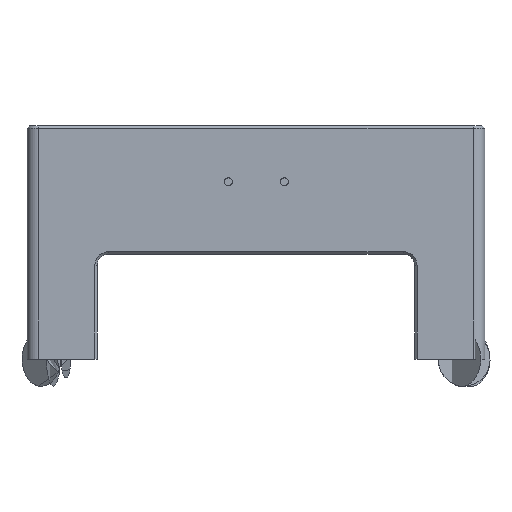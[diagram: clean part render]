
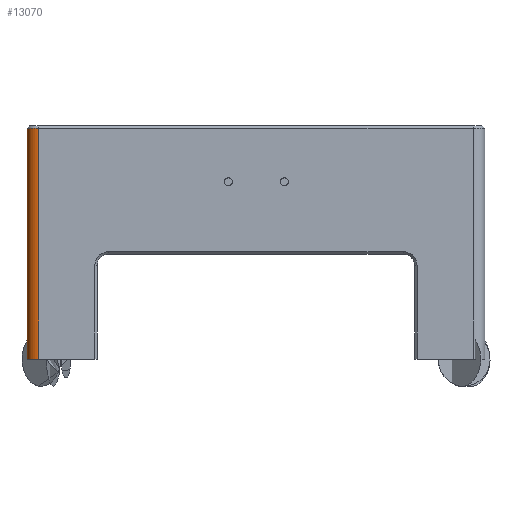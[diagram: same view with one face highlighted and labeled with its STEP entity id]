
A CAD part, front view. The second image highlights one B-rep face of the part: STEP entity #13070.
In plain terms, the highlighted cylindrical face has radius 5 mm (diameter 10 mm), a partial arc.
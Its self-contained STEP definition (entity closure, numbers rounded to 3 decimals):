
#3457 = PLANE('',#3458);
#3458 = AXIS2_PLACEMENT_3D('',#3459,#3460,#3461);
#3459 = CARTESIAN_POINT('',(-98.,-98.,200.));
#3460 = DIRECTION('',(-1.,0.,0.));
#3461 = DIRECTION('',(0.,0.,-1.));
#5571 = CONICAL_SURFACE('',#5572,5.,0.785);
#5572 = AXIS2_PLACEMENT_3D('',#5573,#5574,#5575);
#5573 = CARTESIAN_POINT('',(-93.,-93.,198.8));
#5574 = DIRECTION('',(0.,0.,-1.));
#5575 = DIRECTION('',(0.,-1.,0.));
#6608 = PLANE('',#6609);
#6609 = AXIS2_PLACEMENT_3D('',#6610,#6611,#6612);
#6610 = CARTESIAN_POINT('',(-86.169,-86.169,100.));
#6611 = DIRECTION('',(0.,0.,-1.));
#6612 = DIRECTION('',(0.,-1.,0.));
#9118 = EDGE_CURVE('',#9119,#9121,#9123,.T.);
#9119 = VERTEX_POINT('',#9120);
#9120 = CARTESIAN_POINT('',(-98.,-93.,198.8));
#9121 = VERTEX_POINT('',#9122);
#9122 = CARTESIAN_POINT('',(-98.,-93.,100.));
#9123 = SURFACE_CURVE('',#9124,(#9128,#9135),.PCURVE_S1.);
#9124 = LINE('',#9125,#9126);
#9125 = CARTESIAN_POINT('',(-98.,-93.,200.));
#9126 = VECTOR('',#9127,1.);
#9127 = DIRECTION('',(0.,0.,-1.));
#9128 = PCURVE('',#3457,#9129);
#9129 = DEFINITIONAL_REPRESENTATION('',(#9130),#9134);
#9130 = LINE('',#9131,#9132);
#9131 = CARTESIAN_POINT('',(0.,-5.));
#9132 = VECTOR('',#9133,1.);
#9133 = DIRECTION('',(1.,0.));
#9134 = ( GEOMETRIC_REPRESENTATION_CONTEXT(2) 
PARAMETRIC_REPRESENTATION_CONTEXT() REPRESENTATION_CONTEXT('2D SPACE',''
  ) );
#9135 = PCURVE('',#9136,#9141);
#9136 = CYLINDRICAL_SURFACE('',#9137,5.);
#9137 = AXIS2_PLACEMENT_3D('',#9138,#9139,#9140);
#9138 = CARTESIAN_POINT('',(-93.,-93.,200.));
#9139 = DIRECTION('',(0.,0.,-1.));
#9140 = DIRECTION('',(0.,-1.,0.));
#9141 = DEFINITIONAL_REPRESENTATION('',(#9142),#9146);
#9142 = LINE('',#9143,#9144);
#9143 = CARTESIAN_POINT('',(1.571,0.));
#9144 = VECTOR('',#9145,1.);
#9145 = DIRECTION('',(0.,1.));
#9146 = ( GEOMETRIC_REPRESENTATION_CONTEXT(2) 
PARAMETRIC_REPRESENTATION_CONTEXT() REPRESENTATION_CONTEXT('2D SPACE',''
  ) );
#10057 = VERTEX_POINT('',#10058);
#10058 = CARTESIAN_POINT('',(-93.,-98.,198.8));
#10097 = EDGE_CURVE('',#10057,#9119,#10098,.T.);
#10098 = SURFACE_CURVE('',#10099,(#10104,#10111),.PCURVE_S1.);
#10099 = CIRCLE('',#10100,5.);
#10100 = AXIS2_PLACEMENT_3D('',#10101,#10102,#10103);
#10101 = CARTESIAN_POINT('',(-93.,-93.,198.8));
#10102 = DIRECTION('',(0.,0.,-1.));
#10103 = DIRECTION('',(0.,-1.,0.));
#10104 = PCURVE('',#5571,#10105);
#10105 = DEFINITIONAL_REPRESENTATION('',(#10106),#10110);
#10106 = LINE('',#10107,#10108);
#10107 = CARTESIAN_POINT('',(0.,0.));
#10108 = VECTOR('',#10109,1.);
#10109 = DIRECTION('',(1.,0.));
#10110 = ( GEOMETRIC_REPRESENTATION_CONTEXT(2) 
PARAMETRIC_REPRESENTATION_CONTEXT() REPRESENTATION_CONTEXT('2D SPACE',''
  ) );
#10111 = PCURVE('',#9136,#10112);
#10112 = DEFINITIONAL_REPRESENTATION('',(#10113),#10117);
#10113 = LINE('',#10114,#10115);
#10114 = CARTESIAN_POINT('',(0.,1.2));
#10115 = VECTOR('',#10116,1.);
#10116 = DIRECTION('',(1.,0.));
#10117 = ( GEOMETRIC_REPRESENTATION_CONTEXT(2) 
PARAMETRIC_REPRESENTATION_CONTEXT() REPRESENTATION_CONTEXT('2D SPACE',''
  ) );
#10312 = PLANE('',#10313);
#10313 = AXIS2_PLACEMENT_3D('',#10314,#10315,#10316);
#10314 = CARTESIAN_POINT('',(98.,-98.,200.));
#10315 = DIRECTION('',(0.,1.,0.));
#10316 = DIRECTION('',(0.,0.,-1.));
#11819 = VERTEX_POINT('',#11820);
#11820 = CARTESIAN_POINT('',(-93.,-98.,100.));
#11841 = EDGE_CURVE('',#11819,#9121,#11842,.T.);
#11842 = SURFACE_CURVE('',#11843,(#11848,#11855),.PCURVE_S1.);
#11843 = CIRCLE('',#11844,5.);
#11844 = AXIS2_PLACEMENT_3D('',#11845,#11846,#11847);
#11845 = CARTESIAN_POINT('',(-93.,-93.,100.));
#11846 = DIRECTION('',(-0.,-0.,-1.));
#11847 = DIRECTION('',(0.,-1.,0.));
#11848 = PCURVE('',#6608,#11849);
#11849 = DEFINITIONAL_REPRESENTATION('',(#11850),#11854);
#11850 = CIRCLE('',#11851,5.);
#11851 = AXIS2_PLACEMENT_2D('',#11852,#11853);
#11852 = CARTESIAN_POINT('',(6.831,6.831));
#11853 = DIRECTION('',(1.,0.));
#11854 = ( GEOMETRIC_REPRESENTATION_CONTEXT(2) 
PARAMETRIC_REPRESENTATION_CONTEXT() REPRESENTATION_CONTEXT('2D SPACE',''
  ) );
#11855 = PCURVE('',#9136,#11856);
#11856 = DEFINITIONAL_REPRESENTATION('',(#11857),#11861);
#11857 = LINE('',#11858,#11859);
#11858 = CARTESIAN_POINT('',(0.,100.));
#11859 = VECTOR('',#11860,1.);
#11860 = DIRECTION('',(1.,0.));
#11861 = ( GEOMETRIC_REPRESENTATION_CONTEXT(2) 
PARAMETRIC_REPRESENTATION_CONTEXT() REPRESENTATION_CONTEXT('2D SPACE',''
  ) );
#13070 = ADVANCED_FACE('',(#13071),#9136,.T.);
#13071 = FACE_BOUND('',#13072,.T.);
#13072 = EDGE_LOOP('',(#13073,#13074,#13075,#13096));
#13073 = ORIENTED_EDGE('',*,*,#9118,.T.);
#13074 = ORIENTED_EDGE('',*,*,#11841,.F.);
#13075 = ORIENTED_EDGE('',*,*,#13076,.F.);
#13076 = EDGE_CURVE('',#10057,#11819,#13077,.T.);
#13077 = SURFACE_CURVE('',#13078,(#13082,#13089),.PCURVE_S1.);
#13078 = LINE('',#13079,#13080);
#13079 = CARTESIAN_POINT('',(-93.,-98.,200.));
#13080 = VECTOR('',#13081,1.);
#13081 = DIRECTION('',(0.,0.,-1.));
#13082 = PCURVE('',#9136,#13083);
#13083 = DEFINITIONAL_REPRESENTATION('',(#13084),#13088);
#13084 = LINE('',#13085,#13086);
#13085 = CARTESIAN_POINT('',(0.,0.));
#13086 = VECTOR('',#13087,1.);
#13087 = DIRECTION('',(0.,1.));
#13088 = ( GEOMETRIC_REPRESENTATION_CONTEXT(2) 
PARAMETRIC_REPRESENTATION_CONTEXT() REPRESENTATION_CONTEXT('2D SPACE',''
  ) );
#13089 = PCURVE('',#10312,#13090);
#13090 = DEFINITIONAL_REPRESENTATION('',(#13091),#13095);
#13091 = LINE('',#13092,#13093);
#13092 = CARTESIAN_POINT('',(0.,191.));
#13093 = VECTOR('',#13094,1.);
#13094 = DIRECTION('',(1.,0.));
#13095 = ( GEOMETRIC_REPRESENTATION_CONTEXT(2) 
PARAMETRIC_REPRESENTATION_CONTEXT() REPRESENTATION_CONTEXT('2D SPACE',''
  ) );
#13096 = ORIENTED_EDGE('',*,*,#10097,.T.);
